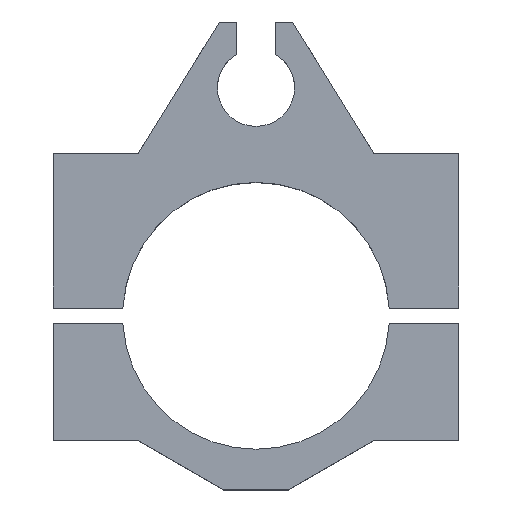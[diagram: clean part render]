
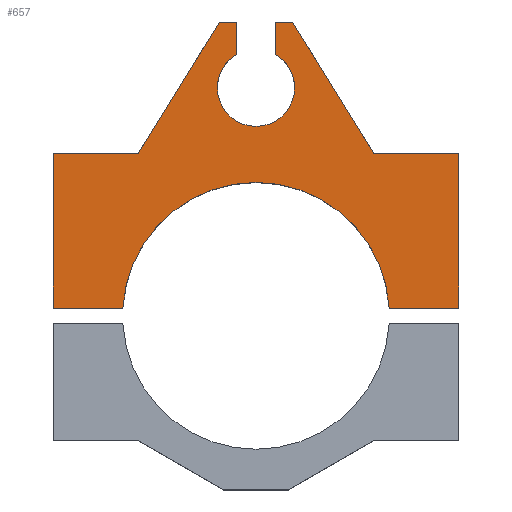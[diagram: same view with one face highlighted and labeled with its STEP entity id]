
A CAD part, top view. The second image highlights one B-rep face of the part: STEP entity #657.
In plain terms, the highlighted planar face has unit normal (0, 0, 1).
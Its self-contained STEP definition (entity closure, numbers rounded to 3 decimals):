
#1 = EDGE_CURVE ( 'NONE', #1025, #578, #1549, .T. ) ;
#4 = DIRECTION ( 'NONE',  ( 1., 0., 0. ) ) ;
#18 = EDGE_CURVE ( 'NONE', #831, #96, #405, .T. ) ;
#39 = EDGE_CURVE ( 'NONE', #650, #1040, #65, .T. ) ;
#61 = LINE ( 'NONE', #310, #402 ) ;
#65 = LINE ( 'NONE', #330, #83 ) ;
#71 = DIRECTION ( 'NONE',  ( 0.526, -0.851, 0. ) ) ;
#79 = ORIENTED_EDGE ( 'NONE', *, *, #1387, .F. ) ;
#83 = VECTOR ( 'NONE', #597, 1000. ) ;
#85 = EDGE_CURVE ( 'NONE', #1040, #307, #1390, .T. ) ;
#96 = VERTEX_POINT ( 'NONE', #1079 ) ;
#99 = CIRCLE ( 'NONE', #1388, 34.5 ) ;
#100 = CARTESIAN_POINT ( 'NONE',  ( -5., 67.66, 15. ) ) ;
#101 = VERTEX_POINT ( 'NONE', #1464 ) ;
#149 = VECTOR ( 'NONE', #568, 1000. ) ;
#151 = CARTESIAN_POINT ( 'NONE',  ( -30.5, 42., 15. ) ) ;
#159 = DIRECTION ( 'NONE',  ( 0., 0., 1. ) ) ;
#164 = CARTESIAN_POINT ( 'NONE',  ( 5., 76., 15. ) ) ;
#173 = VECTOR ( 'NONE', #371, 1000. ) ;
#184 = LINE ( 'NONE', #710, #1075 ) ;
#210 = VERTEX_POINT ( 'NONE', #1090 ) ;
#211 = ORIENTED_EDGE ( 'NONE', *, *, #537, .F. ) ;
#220 = DIRECTION ( 'NONE',  ( 0., -1., 0. ) ) ;
#226 = EDGE_CURVE ( 'NONE', #1272, #470, #1326, .T. ) ;
#249 = LINE ( 'NONE', #868, #173 ) ;
#304 = CARTESIAN_POINT ( 'NONE',  ( -52.5, 2., 15. ) ) ;
#307 = VERTEX_POINT ( 'NONE', #1467 ) ;
#310 = CARTESIAN_POINT ( 'NONE',  ( 0., 42., 15. ) ) ;
#330 = CARTESIAN_POINT ( 'NONE',  ( -52.5, 0., 15. ) ) ;
#361 = ORIENTED_EDGE ( 'NONE', *, *, #85, .T. ) ;
#367 = EDGE_CURVE ( 'NONE', #96, #773, #1332, .T. ) ;
#371 = DIRECTION ( 'NONE',  ( 1., 0., 0. ) ) ;
#394 = CARTESIAN_POINT ( 'NONE',  ( 0., 76., 15. ) ) ;
#402 = VECTOR ( 'NONE', #565, 1000. ) ;
#405 = LINE ( 'NONE', #465, #500 ) ;
#407 = CARTESIAN_POINT ( 'NONE',  ( 5., 67.66, 15. ) ) ;
#446 = VERTEX_POINT ( 'NONE', #151 ) ;
#447 = DIRECTION ( 'NONE',  ( 1., 0., 0. ) ) ;
#461 = CARTESIAN_POINT ( 'NONE',  ( 52.5, 0., 15. ) ) ;
#465 = CARTESIAN_POINT ( 'NONE',  ( 0., 42., 15. ) ) ;
#466 = VECTOR ( 'NONE', #912, 1000. ) ;
#467 = EDGE_CURVE ( 'NONE', #583, #773, #249, .T. ) ;
#470 = VERTEX_POINT ( 'NONE', #1115 ) ;
#500 = VECTOR ( 'NONE', #954, 1000. ) ;
#518 = VECTOR ( 'NONE', #1172, 1000. ) ;
#526 = ORIENTED_EDGE ( 'NONE', *, *, #226, .F. ) ;
#537 = EDGE_CURVE ( 'NONE', #1167, #1272, #926, .T. ) ;
#550 = CARTESIAN_POINT ( 'NONE',  ( 9.475, 76., 15. ) ) ;
#562 = AXIS2_PLACEMENT_3D ( 'NONE', #1394, #159, #1521 ) ;
#565 = DIRECTION ( 'NONE',  ( 1., 0., 0. ) ) ;
#568 = DIRECTION ( 'NONE',  ( 1., 0., 0. ) ) ;
#573 = LINE ( 'NONE', #394, #149 ) ;
#578 = VERTEX_POINT ( 'NONE', #407 ) ;
#581 = ORIENTED_EDGE ( 'NONE', *, *, #1458, .F. ) ;
#583 = VERTEX_POINT ( 'NONE', #1516 ) ;
#588 = CARTESIAN_POINT ( 'NONE',  ( 0., 2., 15. ) ) ;
#597 = DIRECTION ( 'NONE',  ( 0., -1., 0. ) ) ;
#601 = DIRECTION ( 'NONE',  ( 0., 0., 1. ) ) ;
#608 = ORIENTED_EDGE ( 'NONE', *, *, #683, .F. ) ;
#609 = VERTEX_POINT ( 'NONE', #550 ) ;
#620 = EDGE_CURVE ( 'NONE', #101, #210, #573, .T. ) ;
#650 = VERTEX_POINT ( 'NONE', #1150 ) ;
#657 = ADVANCED_FACE ( 'NONE', ( #1248 ), #1281, .T. ) ;
#683 = EDGE_CURVE ( 'NONE', #583, #307, #99, .T. ) ;
#693 = DIRECTION ( 'NONE',  ( 0., 0., 1. ) ) ;
#702 = DIRECTION ( 'NONE',  ( 0., 0., 1. ) ) ;
#705 = CARTESIAN_POINT ( 'NONE',  ( -5., -45.001, 15. ) ) ;
#710 = CARTESIAN_POINT ( 'NONE',  ( -40.851, 25.261, 15. ) ) ;
#725 = CARTESIAN_POINT ( 'NONE',  ( 0., 59., 15. ) ) ;
#729 = AXIS2_PLACEMENT_3D ( 'NONE', #1337, #1572, #1454 ) ;
#773 = VERTEX_POINT ( 'NONE', #1324 ) ;
#775 = LINE ( 'NONE', #921, #1251 ) ;
#804 = DIRECTION ( 'NONE',  ( 1., 0., 0. ) ) ;
#805 = EDGE_CURVE ( 'NONE', #1167, #210, #1229, .T. ) ;
#831 = VERTEX_POINT ( 'NONE', #1449 ) ;
#847 = DIRECTION ( 'NONE',  ( 0.526, 0.851, 0. ) ) ;
#868 = CARTESIAN_POINT ( 'NONE',  ( 0., 2., 15. ) ) ;
#905 = CARTESIAN_POINT ( 'NONE',  ( 0., 76., 15. ) ) ;
#912 = DIRECTION ( 'NONE',  ( 1., 0., 0. ) ) ;
#921 = CARTESIAN_POINT ( 'NONE',  ( 40.851, 25.261, 15. ) ) ;
#926 = CIRCLE ( 'NONE', #562, 10. ) ;
#954 = DIRECTION ( 'NONE',  ( 1., 0., 0. ) ) ;
#973 = ORIENTED_EDGE ( 'NONE', *, *, #39, .T. ) ;
#1025 = VERTEX_POINT ( 'NONE', #164 ) ;
#1040 = VERTEX_POINT ( 'NONE', #304 ) ;
#1050 = VECTOR ( 'NONE', #1329, 1000. ) ;
#1058 = ORIENTED_EDGE ( 'NONE', *, *, #467, .T. ) ;
#1063 = ORIENTED_EDGE ( 'NONE', *, *, #367, .F. ) ;
#1075 = VECTOR ( 'NONE', #847, 1000. ) ;
#1079 = CARTESIAN_POINT ( 'NONE',  ( 52.5, 42., 15. ) ) ;
#1090 = CARTESIAN_POINT ( 'NONE',  ( -5., 76., 15. ) ) ;
#1094 = EDGE_CURVE ( 'NONE', #1025, #609, #1292, .T. ) ;
#1115 = CARTESIAN_POINT ( 'NONE',  ( 10., 59., 15. ) ) ;
#1129 = CIRCLE ( 'NONE', #1307, 10. ) ;
#1146 = ORIENTED_EDGE ( 'NONE', *, *, #805, .T. ) ;
#1150 = CARTESIAN_POINT ( 'NONE',  ( -52.5, 42., 15. ) ) ;
#1166 = ORIENTED_EDGE ( 'NONE', *, *, #1, .T. ) ;
#1167 = VERTEX_POINT ( 'NONE', #100 ) ;
#1172 = DIRECTION ( 'NONE',  ( 0., 1., 0. ) ) ;
#1178 = ORIENTED_EDGE ( 'NONE', *, *, #1094, .F. ) ;
#1184 = AXIS2_PLACEMENT_3D ( 'NONE', #1285, #693, #804 ) ;
#1216 = VECTOR ( 'NONE', #1557, 1000. ) ;
#1229 = LINE ( 'NONE', #705, #518 ) ;
#1248 = FACE_OUTER_BOUND ( 'NONE', #1384, .T. ) ;
#1251 = VECTOR ( 'NONE', #71, 1000. ) ;
#1272 = VERTEX_POINT ( 'NONE', #1406 ) ;
#1281 = PLANE ( 'NONE',  #1184 ) ;
#1282 = ORIENTED_EDGE ( 'NONE', *, *, #620, .F. ) ;
#1285 = CARTESIAN_POINT ( 'NONE',  ( 0., 0., 15. ) ) ;
#1292 = LINE ( 'NONE', #905, #466 ) ;
#1293 = CARTESIAN_POINT ( 'NONE',  ( 0., 0., 15. ) ) ;
#1299 = EDGE_CURVE ( 'NONE', #650, #446, #61, .T. ) ;
#1307 = AXIS2_PLACEMENT_3D ( 'NONE', #725, #601, #4 ) ;
#1312 = ORIENTED_EDGE ( 'NONE', *, *, #1299, .F. ) ;
#1319 = EDGE_CURVE ( 'NONE', #609, #831, #775, .T. ) ;
#1323 = VECTOR ( 'NONE', #220, 1000. ) ;
#1324 = CARTESIAN_POINT ( 'NONE',  ( 52.5, 2., 15. ) ) ;
#1326 = CIRCLE ( 'NONE', #729, 10. ) ;
#1329 = DIRECTION ( 'NONE',  ( 0., -1., 0. ) ) ;
#1332 = LINE ( 'NONE', #461, #1050 ) ;
#1337 = CARTESIAN_POINT ( 'NONE',  ( 0., 59., 15. ) ) ;
#1384 = EDGE_LOOP ( 'NONE', ( #1146, #1282, #581, #1312, #973, #361, #608, #1058, #1063, #1518, #1418, #1178, #1166, #79, #526, #211 ) ) ;
#1387 = EDGE_CURVE ( 'NONE', #470, #578, #1129, .T. ) ;
#1388 = AXIS2_PLACEMENT_3D ( 'NONE', #1293, #702, #447 ) ;
#1390 = LINE ( 'NONE', #588, #1216 ) ;
#1394 = CARTESIAN_POINT ( 'NONE',  ( 0., 59., 15. ) ) ;
#1406 = CARTESIAN_POINT ( 'NONE',  ( -10., 59., 15. ) ) ;
#1418 = ORIENTED_EDGE ( 'NONE', *, *, #1319, .F. ) ;
#1442 = CARTESIAN_POINT ( 'NONE',  ( 5., -45.001, 15. ) ) ;
#1449 = CARTESIAN_POINT ( 'NONE',  ( 30.5, 42., 15. ) ) ;
#1454 = DIRECTION ( 'NONE',  ( 1., 0., 0. ) ) ;
#1458 = EDGE_CURVE ( 'NONE', #446, #101, #184, .T. ) ;
#1464 = CARTESIAN_POINT ( 'NONE',  ( -9.475, 76., 15. ) ) ;
#1467 = CARTESIAN_POINT ( 'NONE',  ( -34.442, 2., 15. ) ) ;
#1516 = CARTESIAN_POINT ( 'NONE',  ( 34.442, 2., 15. ) ) ;
#1518 = ORIENTED_EDGE ( 'NONE', *, *, #18, .F. ) ;
#1521 = DIRECTION ( 'NONE',  ( 1., 0., 0. ) ) ;
#1549 = LINE ( 'NONE', #1442, #1323 ) ;
#1557 = DIRECTION ( 'NONE',  ( 1., 0., 0. ) ) ;
#1572 = DIRECTION ( 'NONE',  ( 0., 0., 1. ) ) ;
